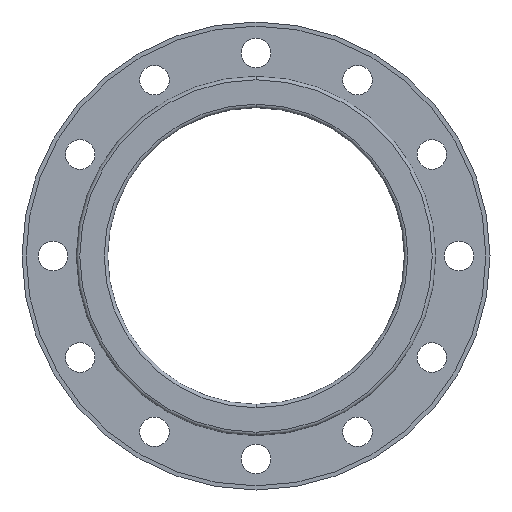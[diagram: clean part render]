
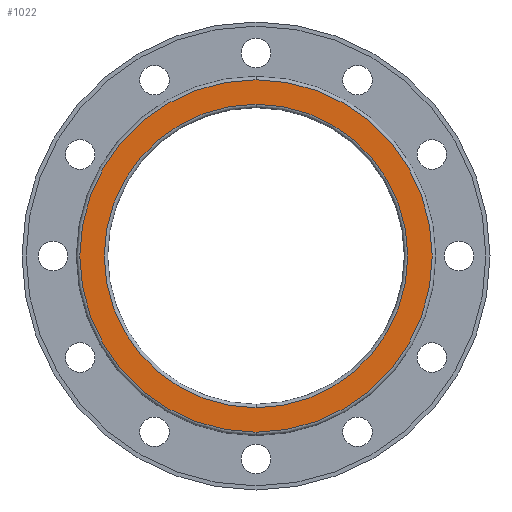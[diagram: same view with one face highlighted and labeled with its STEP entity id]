
A CAD part, front view. The second image highlights one B-rep face of the part: STEP entity #1022.
In plain terms, the highlighted planar face has unit normal (0, -1, 0).
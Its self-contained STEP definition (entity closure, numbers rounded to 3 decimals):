
#76 = DIRECTION ( 'NONE',  ( 0., 1., 0. ) ) ;
#131 = CARTESIAN_POINT ( 'NONE',  ( 0., -2.5, 0. ) ) ;
#219 = AXIS2_PLACEMENT_3D ( 'NONE', #1331, #734, #1208 ) ;
#255 = CARTESIAN_POINT ( 'NONE',  ( 0., -2.5, 128. ) ) ;
#343 = CIRCLE ( 'NONE', #219, 110.24 ) ;
#418 = CARTESIAN_POINT ( 'NONE',  ( 0., -2.5, 110.24 ) ) ;
#425 = CARTESIAN_POINT ( 'NONE',  ( 0., -2.5, 0. ) ) ;
#559 = DIRECTION ( 'NONE',  ( 0., 1., 0. ) ) ;
#664 = CIRCLE ( 'NONE', #790, 128. ) ;
#734 = DIRECTION ( 'NONE',  ( 0., 1., 0. ) ) ;
#762 = EDGE_CURVE ( 'NONE', #1284, #1879, #1408, .T. ) ;
#776 = CIRCLE ( 'NONE', #1279, 110.24 ) ;
#790 = AXIS2_PLACEMENT_3D ( 'NONE', #131, #867, #889 ) ;
#793 = DIRECTION ( 'NONE',  ( 0., 0., 1. ) ) ;
#867 = DIRECTION ( 'NONE',  ( 0., 1., 0. ) ) ;
#883 = ORIENTED_EDGE ( 'NONE', *, *, #1544, .F. ) ;
#889 = DIRECTION ( 'NONE',  ( 0., 0., 1. ) ) ;
#890 = VERTEX_POINT ( 'NONE', #1254 ) ;
#1022 = ADVANCED_FACE ( 'NONE', ( #1760, #1918 ), #1898, .F. ) ;
#1045 = ORIENTED_EDGE ( 'NONE', *, *, #1313, .T. ) ;
#1046 = DIRECTION ( 'NONE',  ( 0., 1., 0. ) ) ;
#1138 = EDGE_CURVE ( 'NONE', #1881, #890, #343, .T. ) ;
#1156 = DIRECTION ( 'NONE',  ( 0., 0., 1. ) ) ;
#1208 = DIRECTION ( 'NONE',  ( 0., 0., 1. ) ) ;
#1254 = CARTESIAN_POINT ( 'NONE',  ( 0., -2.5, -110.24 ) ) ;
#1279 = AXIS2_PLACEMENT_3D ( 'NONE', #1822, #76, #793 ) ;
#1284 = VERTEX_POINT ( 'NONE', #1417 ) ;
#1310 = AXIS2_PLACEMENT_3D ( 'NONE', #1792, #1046, #1324 ) ;
#1313 = EDGE_CURVE ( 'NONE', #890, #1881, #776, .T. ) ;
#1324 = DIRECTION ( 'NONE',  ( 0., 0., 1. ) ) ;
#1331 = CARTESIAN_POINT ( 'NONE',  ( 0., -2.5, 0. ) ) ;
#1408 = CIRCLE ( 'NONE', #1310, 128. ) ;
#1417 = CARTESIAN_POINT ( 'NONE',  ( 0., -2.5, -128. ) ) ;
#1499 = AXIS2_PLACEMENT_3D ( 'NONE', #425, #559, #1156 ) ;
#1544 = EDGE_CURVE ( 'NONE', #1879, #1284, #664, .T. ) ;
#1669 = EDGE_LOOP ( 'NONE', ( #1897, #1045 ) ) ;
#1760 = FACE_OUTER_BOUND ( 'NONE', #1836, .T. ) ;
#1792 = CARTESIAN_POINT ( 'NONE',  ( 0., -2.5, 0. ) ) ;
#1822 = CARTESIAN_POINT ( 'NONE',  ( 0., -2.5, 0. ) ) ;
#1836 = EDGE_LOOP ( 'NONE', ( #883, #1860 ) ) ;
#1860 = ORIENTED_EDGE ( 'NONE', *, *, #762, .F. ) ;
#1879 = VERTEX_POINT ( 'NONE', #255 ) ;
#1881 = VERTEX_POINT ( 'NONE', #418 ) ;
#1897 = ORIENTED_EDGE ( 'NONE', *, *, #1138, .T. ) ;
#1898 = PLANE ( 'NONE',  #1499 ) ;
#1918 = FACE_BOUND ( 'NONE', #1669, .T. ) ;
